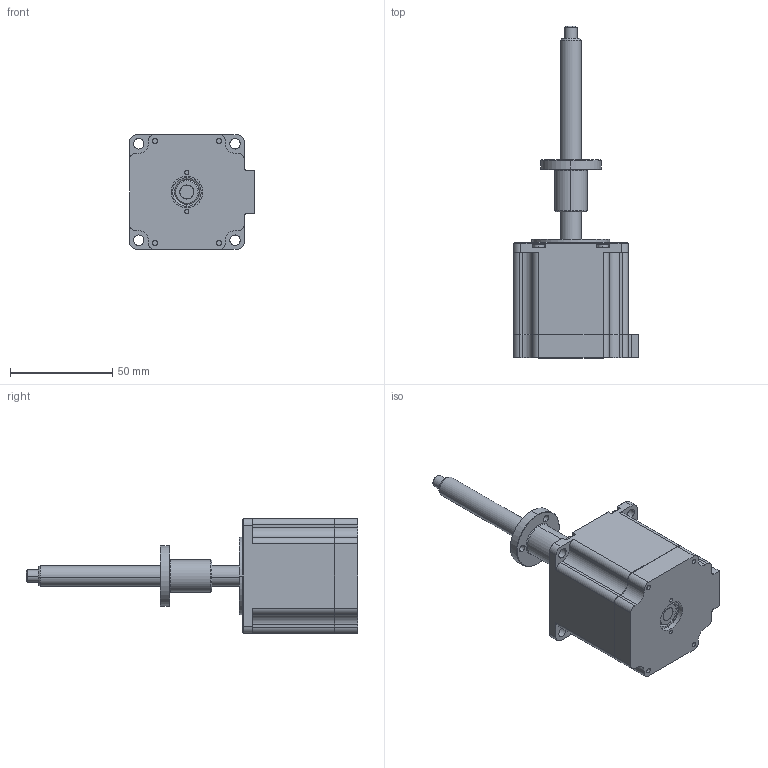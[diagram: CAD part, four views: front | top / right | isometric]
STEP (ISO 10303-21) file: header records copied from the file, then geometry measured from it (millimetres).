
FILE_DESCRIPTION (( 'STEP AP203' ), '1' );
FILE_NAME ('LE238S-T10105-100-AR2-S-220.STEP', '2018-08-13T01:12:13', ( '' ), ( '' ), 'SwSTEP 2.0', 'SolidWorks 2014', '' );
FILE_SCHEMA (( 'CONFIG_CONTROL_DESIGN' ));
Length unit declared in the file: millimetre
Products named in the file (1): LE238S-T10105-100-AR2-S-220
Bounding box: 61.2 x 162.5 x 56.2 mm (x, y, z)
Surface area: 31341.7 mm2 (no closed solid volume)
Topology: 0 solids, 14 shells, 356 faces, 1037 edges, 689 vertices
Faces by surface type: plane 175, cylinder 96, cone 73, sphere 8, torus 4
Entity records: 12214 total; most frequent: CARTESIAN_POINT 2672, DIRECTION 2008, ORIENTED_EDGE 1858, EDGE_CURVE 1037, AXIS2_PLACEMENT_3D 711, VERTEX_POINT 689, LINE 586, VECTOR 586
